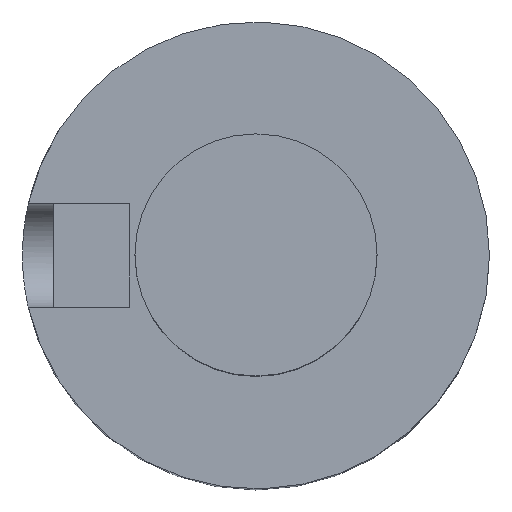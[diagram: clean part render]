
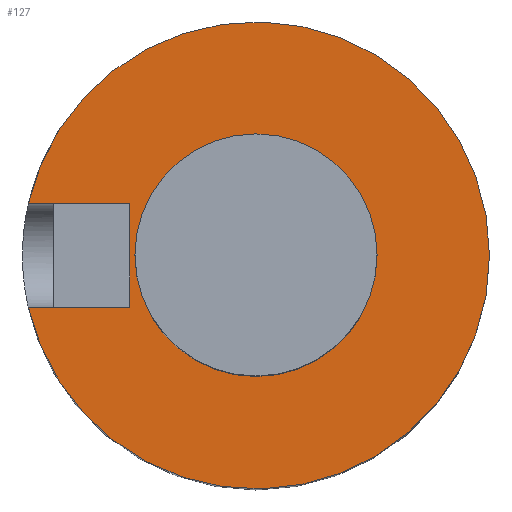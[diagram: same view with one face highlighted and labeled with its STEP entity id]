
A CAD part, top view. The second image highlights one B-rep face of the part: STEP entity #127.
In plain terms, the highlighted planar face has unit normal (0, 0, 1).
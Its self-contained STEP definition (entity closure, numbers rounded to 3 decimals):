
#43=LINE('',#576,#70);
#48=LINE('',#588,#75);
#49=LINE('',#590,#76);
#70=VECTOR('',#453,1.);
#75=VECTOR('',#464,1.);
#76=VECTOR('',#467,1.);
#127=ADVANCED_FACE('',(#161),#144,.F.);
#144=PLANE('',#394);
#161=FACE_OUTER_BOUND('',#183,.T.);
#183=EDGE_LOOP('',(#231,#232,#233,#234));
#231=ORIENTED_EDGE('',*,*,#319,.T.);
#232=ORIENTED_EDGE('',*,*,#309,.F.);
#233=ORIENTED_EDGE('',*,*,#312,.F.);
#234=ORIENTED_EDGE('',*,*,#318,.T.);
#280=VERTEX_POINT('',#539);
#281=VERTEX_POINT('',#541);
#283=VERTEX_POINT('',#577);
#286=VERTEX_POINT('',#587);
#309=EDGE_CURVE('',#280,#281,#339,.T.);
#312=EDGE_CURVE('',#283,#280,#43,.T.);
#318=EDGE_CURVE('',#283,#286,#48,.T.);
#319=EDGE_CURVE('',#286,#281,#49,.T.);
#339=CIRCLE('',#388,13.5);
#388=AXIS2_PLACEMENT_3D('',#540,#448,#449);
#394=AXIS2_PLACEMENT_3D('',#591,#468,#469);
#448=DIRECTION('',(0.,0.,-1.));
#449=DIRECTION('',(-1.,0.,0.));
#453=DIRECTION('',(-1.,0.,0.));
#464=DIRECTION('',(0.,-1.,0.));
#467=DIRECTION('',(-1.,0.,0.));
#468=DIRECTION('',(0.,0.,-1.));
#469=DIRECTION('',(-1.,0.,0.));
#539=CARTESIAN_POINT('',(-13.16,3.01,0.));
#540=CARTESIAN_POINT('',(0.,0.,0.));
#541=CARTESIAN_POINT('',(-13.16,-3.01,0.));
#576=CARTESIAN_POINT('',(0.,3.01,0.));
#577=CARTESIAN_POINT('',(-7.3,3.01,0.));
#587=CARTESIAN_POINT('',(-7.3,-3.01,0.));
#588=CARTESIAN_POINT('',(-7.3,0.,0.));
#590=CARTESIAN_POINT('',(-7.3,-3.01,0.));
#591=CARTESIAN_POINT('',(0.,0.,0.));
